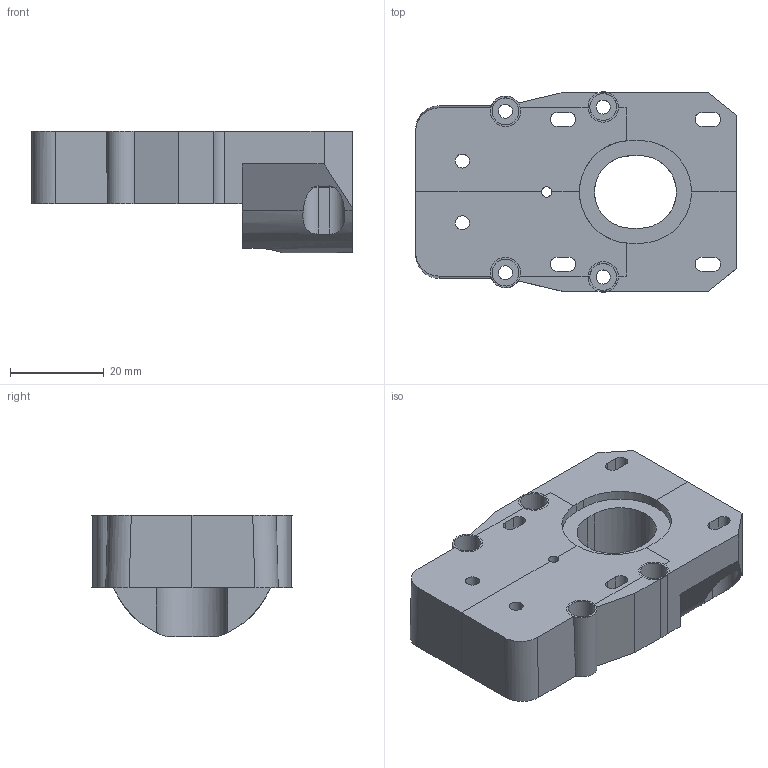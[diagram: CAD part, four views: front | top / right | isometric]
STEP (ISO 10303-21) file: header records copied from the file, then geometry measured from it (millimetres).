
FILE_DESCRIPTION(('FreeCAD Model'),'2;1');
FILE_NAME('Open CASCADE Shape Model','2022-12-06T16:46:59',(''),(''), 'Open CASCADE STEP processor 7.5','FreeCAD','Unknown');
FILE_SCHEMA(('AUTOMOTIVE_DESIGN { 1 0 10303 214 1 1 1 1 }'));
Length unit declared in the file: millimetre
Products named in the file (1): housing_upper
Bounding box: 68.56 x 42.84 x 26 mm (x, y, z)
Volume: 31972.1 mm3; surface area: 12976.1 mm2
Topology: 1 solids, 1 shells, 129 faces, 355 edges, 227 vertices
Faces by surface type: plane 74, cylinder 50, torus 5
Full cylindrical faces by diameter (mm): 2.2 x1, 3 x6, 5.75 x4, 8 x1, 16.5 x1
Entity records: 10482 total; most frequent: CARTESIAN_POINT 3372, DIRECTION 1355, ORIENTED_EDGE 710, PCURVE 710, DEFINITIONAL_REPRESENTATION 710, LINE 709, VECTOR 709, EDGE_CURVE 355
